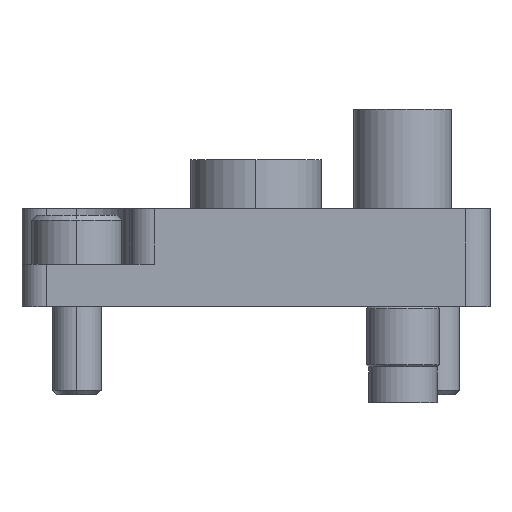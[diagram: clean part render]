
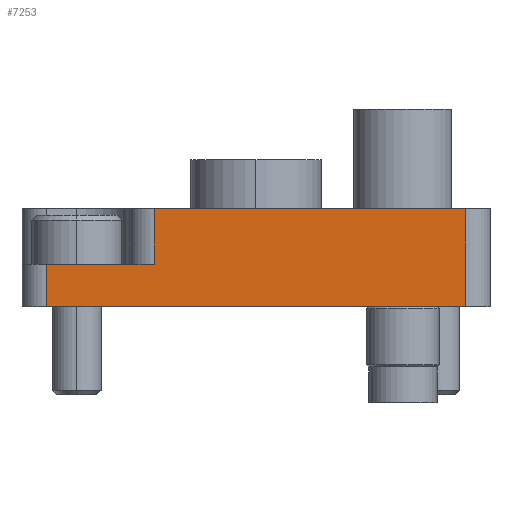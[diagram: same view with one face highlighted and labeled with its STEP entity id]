
A CAD part, front view. The second image highlights one B-rep face of the part: STEP entity #7253.
In plain terms, the highlighted face is planar.
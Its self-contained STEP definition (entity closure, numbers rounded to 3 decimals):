
#207 = DIRECTION ( 'NONE',  ( 0., 0., -1. ) ) ;
#286 = DIRECTION ( 'NONE',  ( 0., -1., 0. ) ) ;
#376 = CARTESIAN_POINT ( 'NONE',  ( 30., 0., 12.85 ) ) ;
#413 = VERTEX_POINT ( 'NONE', #12556 ) ;
#731 = VECTOR ( 'NONE', #207, 1000. ) ;
#1088 = PLANE ( 'NONE',  #7676 ) ;
#1425 = CARTESIAN_POINT ( 'NONE',  ( 30., 6., 6.25 ) ) ;
#1669 = CARTESIAN_POINT ( 'NONE',  ( 30., 6., -12.85 ) ) ;
#1799 = EDGE_CURVE ( 'NONE', #14475, #14098, #2132, .T. ) ;
#2078 = LINE ( 'NONE', #8627, #13311 ) ;
#2132 = LINE ( 'NONE', #6248, #6743 ) ;
#2578 = ORIENTED_EDGE ( 'NONE', *, *, #13424, .F. ) ;
#2748 = VERTEX_POINT ( 'NONE', #11753 ) ;
#3568 = ORIENTED_EDGE ( 'NONE', *, *, #5263, .F. ) ;
#3664 = CARTESIAN_POINT ( 'NONE',  ( 30., 0., -12.85 ) ) ;
#3787 = ORIENTED_EDGE ( 'NONE', *, *, #4070, .T. ) ;
#4070 = EDGE_CURVE ( 'NONE', #2748, #6447, #11978, .T. ) ;
#4687 = ORIENTED_EDGE ( 'NONE', *, *, #16072, .T. ) ;
#4868 = VERTEX_POINT ( 'NONE', #3664 ) ;
#5063 = ORIENTED_EDGE ( 'NONE', *, *, #1799, .T. ) ;
#5263 = EDGE_CURVE ( 'NONE', #2748, #14098, #2078, .T. ) ;
#5375 = LINE ( 'NONE', #6396, #731 ) ;
#6045 = DIRECTION ( 'NONE',  ( 0., 0., -1. ) ) ;
#6247 = CARTESIAN_POINT ( 'NONE',  ( 30., 6., 14.35 ) ) ;
#6248 = CARTESIAN_POINT ( 'NONE',  ( 30., 2.6, 6.25 ) ) ;
#6396 = CARTESIAN_POINT ( 'NONE',  ( 30., 6., 14.35 ) ) ;
#6447 = VERTEX_POINT ( 'NONE', #376 ) ;
#6743 = VECTOR ( 'NONE', #11502, 1000. ) ;
#7253 = ADVANCED_FACE ( 'NONE', ( #7285 ), #1088, .T. ) ;
#7285 = FACE_OUTER_BOUND ( 'NONE', #12885, .T. ) ;
#7564 = CARTESIAN_POINT ( 'NONE',  ( 30., 2.6, 6.25 ) ) ;
#7676 = AXIS2_PLACEMENT_3D ( 'NONE', #6247, #9963, #12630 ) ;
#8627 = CARTESIAN_POINT ( 'NONE',  ( 30., 2.6, 7.75 ) ) ;
#8802 = VECTOR ( 'NONE', #286, 1000. ) ;
#8913 = DIRECTION ( 'NONE',  ( 0., 0., -1. ) ) ;
#9489 = LINE ( 'NONE', #1669, #15428 ) ;
#9761 = EDGE_CURVE ( 'NONE', #6447, #4868, #16472, .T. ) ;
#9963 = DIRECTION ( 'NONE',  ( 1., 0., 0. ) ) ;
#11502 = DIRECTION ( 'NONE',  ( 0., -1., 0. ) ) ;
#11753 = CARTESIAN_POINT ( 'NONE',  ( 30., 2.6, 12.85 ) ) ;
#11978 = LINE ( 'NONE', #14631, #8802 ) ;
#12556 = CARTESIAN_POINT ( 'NONE',  ( 30., 6., -12.85 ) ) ;
#12630 = DIRECTION ( 'NONE',  ( 0., 1., 0. ) ) ;
#12783 = CARTESIAN_POINT ( 'NONE',  ( 30., 0., 14.35 ) ) ;
#12885 = EDGE_LOOP ( 'NONE', ( #2578, #5063, #3568, #3787, #13949, #4687 ) ) ;
#13311 = VECTOR ( 'NONE', #6045, 1000. ) ;
#13407 = VECTOR ( 'NONE', #8913, 1000. ) ;
#13424 = EDGE_CURVE ( 'NONE', #14475, #413, #5375, .T. ) ;
#13949 = ORIENTED_EDGE ( 'NONE', *, *, #9761, .T. ) ;
#14098 = VERTEX_POINT ( 'NONE', #7564 ) ;
#14475 = VERTEX_POINT ( 'NONE', #1425 ) ;
#14631 = CARTESIAN_POINT ( 'NONE',  ( 30., 0., 12.85 ) ) ;
#14716 = DIRECTION ( 'NONE',  ( 0., 1., 0. ) ) ;
#15428 = VECTOR ( 'NONE', #14716, 1000. ) ;
#16072 = EDGE_CURVE ( 'NONE', #4868, #413, #9489, .T. ) ;
#16472 = LINE ( 'NONE', #12783, #13407 ) ;
